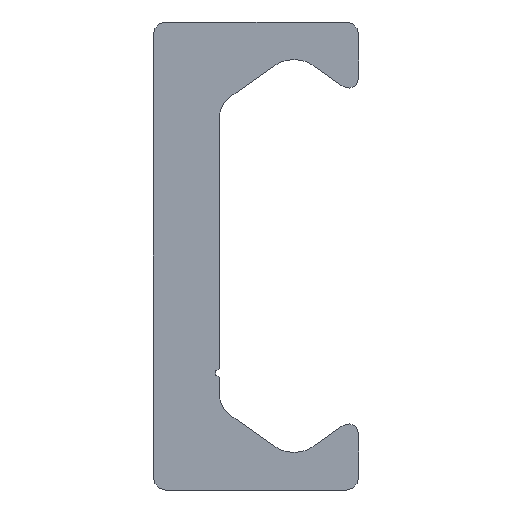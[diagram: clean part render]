
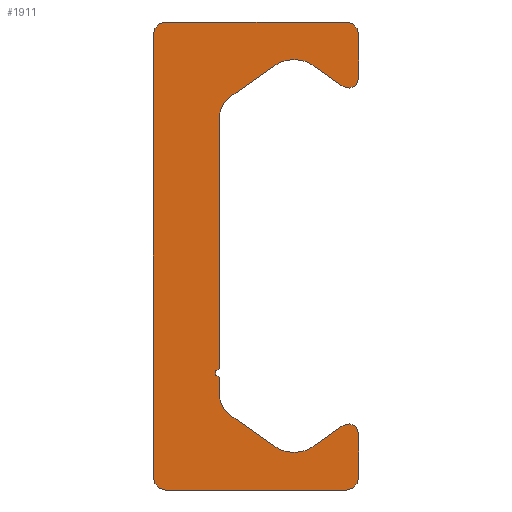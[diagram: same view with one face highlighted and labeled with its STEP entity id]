
A CAD part, left-side view. The second image highlights one B-rep face of the part: STEP entity #1911.
In plain terms, the highlighted planar face has unit normal (-1, 0, 0).
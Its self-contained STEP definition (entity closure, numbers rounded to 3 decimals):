
#1104=CARTESIAN_POINT('',(0.0,5.4,-14.));
#1105=VERTEX_POINT('',#1104);
#1112=CARTESIAN_POINT('',(0.0,6.15,-13.25));
#1113=VERTEX_POINT('',#1112);
#1114=CARTESIAN_POINT('',(0.0,5.4,-13.25));
#1115=DIRECTION('',(1.0,0.0,0.0));
#1116=DIRECTION('',(0.0,0.0,-1.0));
#1117=AXIS2_PLACEMENT_3D('',#1114,#1115,#1116);
#1118=CIRCLE('',#1117,0.75);
#1119=EDGE_CURVE('',#1105,#1113,#1118,.T.);
#1143=CARTESIAN_POINT('',(0.0,-5.4,-14.));
#1144=VERTEX_POINT('',#1143);
#1151=CARTESIAN_POINT('',(0.0,-5.4,-14.));
#1152=DIRECTION('',(0.0,1.0,0.0));
#1153=VECTOR('',#1152,10.8);
#1154=LINE('',#1151,#1153);
#1155=EDGE_CURVE('',#1144,#1105,#1154,.T.);
#1175=CARTESIAN_POINT('',(0.0,-6.15,-13.25));
#1176=VERTEX_POINT('',#1175);
#1183=CARTESIAN_POINT('',(0.0,-5.4,-13.25));
#1184=DIRECTION('',(1.0,0.0,0.0));
#1185=DIRECTION('',(0.0,-1.0,0.0));
#1186=AXIS2_PLACEMENT_3D('',#1183,#1184,#1185);
#1187=CIRCLE('',#1186,0.75);
#1188=EDGE_CURVE('',#1176,#1144,#1187,.T.);
#1207=CARTESIAN_POINT('',(0.0,-6.15,-10.63));
#1208=VERTEX_POINT('',#1207);
#1215=CARTESIAN_POINT('',(0.0,-6.15,-10.63));
#1216=DIRECTION('',(0.0,0.0,-1.0));
#1217=VECTOR('',#1216,2.62);
#1218=LINE('',#1215,#1217);
#1219=EDGE_CURVE('',#1208,#1176,#1218,.T.);
#1239=CARTESIAN_POINT('',(0.0,-5.206,-10.139));
#1240=VERTEX_POINT('',#1239);
#1247=CARTESIAN_POINT('',(0.0,-5.55,-10.63));
#1248=DIRECTION('',(1.0,0.0,0.0));
#1249=DIRECTION('',(0.0,0.574,0.819));
#1250=AXIS2_PLACEMENT_3D('',#1247,#1248,#1249);
#1251=CIRCLE('',#1250,0.6);
#1252=EDGE_CURVE('',#1240,#1208,#1251,.T.);
#1271=CARTESIAN_POINT('',(0.0,-3.417,-11.391));
#1272=VERTEX_POINT('',#1271);
#1279=CARTESIAN_POINT('',(0.0,-3.417,-11.391));
#1280=DIRECTION('',(0.0,-0.819,0.574));
#1281=VECTOR('',#1280,2.184);
#1282=LINE('',#1279,#1281);
#1283=EDGE_CURVE('',#1272,#1240,#1282,.T.);
#1303=CARTESIAN_POINT('',(0.0,-1.123,-11.391));
#1304=VERTEX_POINT('',#1303);
#1311=CARTESIAN_POINT('',(0.0,-2.27,-9.753));
#1312=DIRECTION('',(-1.0,0.0,0.0));
#1313=DIRECTION('',(0.0,0.574,0.819));
#1314=AXIS2_PLACEMENT_3D('',#1311,#1312,#1313);
#1315=CIRCLE('',#1314,2.0);
#1316=EDGE_CURVE('',#1304,#1272,#1315,.T.);
#1335=CARTESIAN_POINT('',(0.0,1.56,-9.512));
#1336=VERTEX_POINT('',#1335);
#1343=CARTESIAN_POINT('',(0.0,1.56,-9.512));
#1344=DIRECTION('',(0.0,-0.819,-0.574));
#1345=VECTOR('',#1344,3.276);
#1346=LINE('',#1343,#1345);
#1347=EDGE_CURVE('',#1336,#1304,#1346,.T.);
#1367=CARTESIAN_POINT('',(0.0,2.2,-8.283));
#1368=VERTEX_POINT('',#1367);
#1375=CARTESIAN_POINT('',(0.0,0.7,-8.283));
#1376=DIRECTION('',(-1.0,0.0,0.0));
#1377=DIRECTION('',(0.0,-0.574,0.819));
#1378=AXIS2_PLACEMENT_3D('',#1375,#1376,#1377);
#1379=CIRCLE('',#1378,1.5);
#1380=EDGE_CURVE('',#1368,#1336,#1379,.T.);
#1399=CARTESIAN_POINT('',(0.0,2.2,-7.25));
#1400=VERTEX_POINT('',#1399);
#1407=CARTESIAN_POINT('',(0.0,2.2,-7.25));
#1408=DIRECTION('',(0.0,0.0,-1.0));
#1409=VECTOR('',#1408,1.033);
#1410=LINE('',#1407,#1409);
#1411=EDGE_CURVE('',#1400,#1368,#1410,.T.);
#1431=CARTESIAN_POINT('',(0.0,2.2,-6.75));
#1432=VERTEX_POINT('',#1431);
#1439=CARTESIAN_POINT('',(0.0,2.2,-7.));
#1440=DIRECTION('',(-1.0,0.0,0.0));
#1441=DIRECTION('',(0.0,0.0,1.0));
#1442=AXIS2_PLACEMENT_3D('',#1439,#1440,#1441);
#1443=CIRCLE('',#1442,0.25);
#1444=EDGE_CURVE('',#1432,#1400,#1443,.T.);
#1463=CARTESIAN_POINT('',(0.0,2.2,8.283));
#1464=VERTEX_POINT('',#1463);
#1471=CARTESIAN_POINT('',(0.0,2.2,8.283));
#1472=DIRECTION('',(0.0,0.0,-1.0));
#1473=VECTOR('',#1472,15.033);
#1474=LINE('',#1471,#1473);
#1475=EDGE_CURVE('',#1464,#1432,#1474,.T.);
#1540=CARTESIAN_POINT('',(0.0,1.56,9.512));
#1541=VERTEX_POINT('',#1540);
#1548=CARTESIAN_POINT('',(0.0,0.7,8.283));
#1549=DIRECTION('',(-1.0,0.0,0.0));
#1550=DIRECTION('',(0.0,-1.0,0.0));
#1551=AXIS2_PLACEMENT_3D('',#1548,#1549,#1550);
#1552=CIRCLE('',#1551,1.5);
#1553=EDGE_CURVE('',#1541,#1464,#1552,.T.);
#1572=CARTESIAN_POINT('',(0.0,-1.123,11.391));
#1573=VERTEX_POINT('',#1572);
#1580=CARTESIAN_POINT('',(0.0,-1.123,11.391));
#1581=DIRECTION('',(0.0,0.819,-0.574));
#1582=VECTOR('',#1581,3.276);
#1583=LINE('',#1580,#1582);
#1584=EDGE_CURVE('',#1573,#1541,#1583,.T.);
#1604=CARTESIAN_POINT('',(0.0,-3.417,11.391));
#1605=VERTEX_POINT('',#1604);
#1612=CARTESIAN_POINT('',(0.0,-2.27,9.753));
#1613=DIRECTION('',(-1.0,0.0,0.0));
#1614=DIRECTION('',(0.0,-0.574,-0.819));
#1615=AXIS2_PLACEMENT_3D('',#1612,#1613,#1614);
#1616=CIRCLE('',#1615,2.0);
#1617=EDGE_CURVE('',#1605,#1573,#1616,.T.);
#1636=CARTESIAN_POINT('',(0.0,-5.206,10.139));
#1637=VERTEX_POINT('',#1636);
#1644=CARTESIAN_POINT('',(0.0,-5.206,10.139));
#1645=DIRECTION('',(0.0,0.819,0.574));
#1646=VECTOR('',#1645,2.184);
#1647=LINE('',#1644,#1646);
#1648=EDGE_CURVE('',#1637,#1605,#1647,.T.);
#1668=CARTESIAN_POINT('',(0.0,-6.15,10.63));
#1669=VERTEX_POINT('',#1668);
#1676=CARTESIAN_POINT('',(0.0,-5.55,10.63));
#1677=DIRECTION('',(1.0,0.0,0.0));
#1678=DIRECTION('',(0.0,-1.0,0.0));
#1679=AXIS2_PLACEMENT_3D('',#1676,#1677,#1678);
#1680=CIRCLE('',#1679,0.6);
#1681=EDGE_CURVE('',#1669,#1637,#1680,.T.);
#1700=CARTESIAN_POINT('',(0.0,-6.15,13.25));
#1701=VERTEX_POINT('',#1700);
#1708=CARTESIAN_POINT('',(0.0,-6.15,13.25));
#1709=DIRECTION('',(0.0,0.0,-1.0));
#1710=VECTOR('',#1709,2.62);
#1711=LINE('',#1708,#1710);
#1712=EDGE_CURVE('',#1701,#1669,#1711,.T.);
#1732=CARTESIAN_POINT('',(0.0,-5.4,14.));
#1733=VERTEX_POINT('',#1732);
#1740=CARTESIAN_POINT('',(0.0,-5.4,13.25));
#1741=DIRECTION('',(1.0,0.0,0.0));
#1742=DIRECTION('',(0.0,0.0,1.0));
#1743=AXIS2_PLACEMENT_3D('',#1740,#1741,#1742);
#1744=CIRCLE('',#1743,0.75);
#1745=EDGE_CURVE('',#1733,#1701,#1744,.T.);
#1764=CARTESIAN_POINT('',(0.0,5.4,14.));
#1765=VERTEX_POINT('',#1764);
#1772=CARTESIAN_POINT('',(0.0,5.4,14.));
#1773=DIRECTION('',(0.0,-1.0,0.0));
#1774=VECTOR('',#1773,10.8);
#1775=LINE('',#1772,#1774);
#1776=EDGE_CURVE('',#1765,#1733,#1775,.T.);
#1796=CARTESIAN_POINT('',(0.0,6.15,13.25));
#1797=VERTEX_POINT('',#1796);
#1804=CARTESIAN_POINT('',(0.0,5.4,13.25));
#1805=DIRECTION('',(1.0,0.0,0.0));
#1806=DIRECTION('',(0.0,1.0,0.0));
#1807=AXIS2_PLACEMENT_3D('',#1804,#1805,#1806);
#1808=CIRCLE('',#1807,0.75);
#1809=EDGE_CURVE('',#1797,#1765,#1808,.T.);
#1827=CARTESIAN_POINT('',(0.0,6.15,-13.25));
#1828=DIRECTION('',(0.0,0.0,1.0));
#1829=VECTOR('',#1828,26.5);
#1830=LINE('',#1827,#1829);
#1831=EDGE_CURVE('',#1113,#1797,#1830,.T.);
#1882=CARTESIAN_POINT('',(0.0,1.352,-0.021));
#1883=DIRECTION('',(1.0,0.0,0.0));
#1884=DIRECTION('',(0.0,0.0,-1.0));
#1885=AXIS2_PLACEMENT_3D('',#1882,#1883,#1884);
#1886=PLANE('',#1885);
#1887=ORIENTED_EDGE('',*,*,#1831,.F.);
#1888=ORIENTED_EDGE('',*,*,#1119,.F.);
#1889=ORIENTED_EDGE('',*,*,#1155,.F.);
#1890=ORIENTED_EDGE('',*,*,#1188,.F.);
#1891=ORIENTED_EDGE('',*,*,#1219,.F.);
#1892=ORIENTED_EDGE('',*,*,#1252,.F.);
#1893=ORIENTED_EDGE('',*,*,#1283,.F.);
#1894=ORIENTED_EDGE('',*,*,#1316,.F.);
#1895=ORIENTED_EDGE('',*,*,#1347,.F.);
#1896=ORIENTED_EDGE('',*,*,#1380,.F.);
#1897=ORIENTED_EDGE('',*,*,#1411,.F.);
#1898=ORIENTED_EDGE('',*,*,#1444,.F.);
#1899=ORIENTED_EDGE('',*,*,#1475,.F.);
#1900=ORIENTED_EDGE('',*,*,#1553,.F.);
#1901=ORIENTED_EDGE('',*,*,#1584,.F.);
#1902=ORIENTED_EDGE('',*,*,#1617,.F.);
#1903=ORIENTED_EDGE('',*,*,#1648,.F.);
#1904=ORIENTED_EDGE('',*,*,#1681,.F.);
#1905=ORIENTED_EDGE('',*,*,#1712,.F.);
#1906=ORIENTED_EDGE('',*,*,#1745,.F.);
#1907=ORIENTED_EDGE('',*,*,#1776,.F.);
#1908=ORIENTED_EDGE('',*,*,#1809,.F.);
#1909=EDGE_LOOP('',(#1887,#1888,#1889,#1890,#1891,#1892,#1893,#1894,#1895,#1896,#1897,#1898,#1899,#1900,#1901,#1902,#1903,#1904,#1905,#1906,#1907,#1908));
#1910=FACE_OUTER_BOUND('',#1909,.T.);
#1911=ADVANCED_FACE('',(#1910),#1886,.F.);
